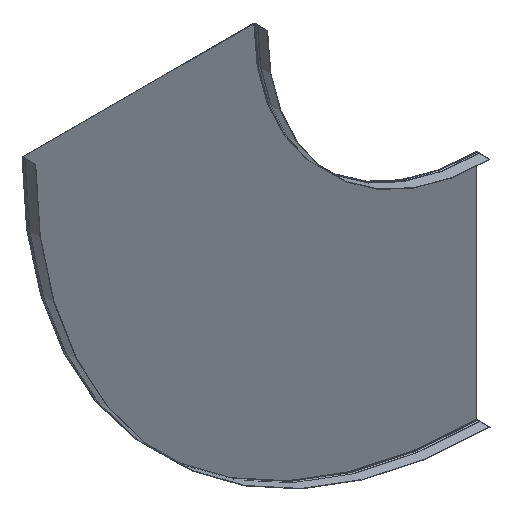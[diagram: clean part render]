
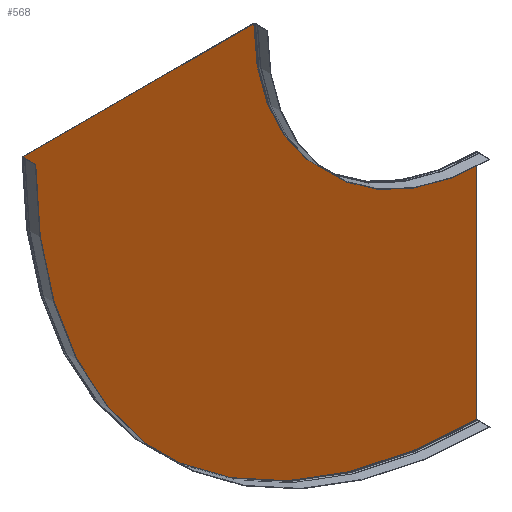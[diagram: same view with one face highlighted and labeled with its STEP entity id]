
A CAD part, isometric view. The second image highlights one B-rep face of the part: STEP entity #568.
In plain terms, the highlighted planar face has unit normal (0, -1, 0).
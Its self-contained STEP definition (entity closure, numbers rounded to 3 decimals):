
#18 = AXIS2_PLACEMENT_3D ( 'NONE', #143, #806, #797 ) ;
#21 = FACE_OUTER_BOUND ( 'NONE', #197, .T. ) ;
#42 = VECTOR ( 'NONE', #709, 1000. ) ;
#46 = CARTESIAN_POINT ( 'NONE',  ( -582.5, -1., 0. ) ) ;
#50 = PLANE ( 'NONE',  #637 ) ;
#58 = CARTESIAN_POINT ( 'NONE',  ( 0., -1., -582.5 ) ) ;
#89 = VERTEX_POINT ( 'NONE', #399 ) ;
#93 = CARTESIAN_POINT ( 'NONE',  ( 0., -1., -582.5 ) ) ;
#136 = DIRECTION ( 'NONE',  ( 0., 0., -1. ) ) ;
#139 = DIRECTION ( 'NONE',  ( 0., -1., 0. ) ) ;
#143 = CARTESIAN_POINT ( 'NONE',  ( 0., -1., 0. ) ) ;
#197 = EDGE_LOOP ( 'NONE', ( #588, #717, #742, #476 ) ) ;
#211 = DIRECTION ( 'NONE',  ( 0., 1., 0. ) ) ;
#255 = DIRECTION ( 'NONE',  ( 0., 0., 1. ) ) ;
#263 = CARTESIAN_POINT ( 'NONE',  ( 0., -1., 0. ) ) ;
#308 = VERTEX_POINT ( 'NONE', #569 ) ;
#338 = LINE ( 'NONE', #773, #42 ) ;
#399 = CARTESIAN_POINT ( 'NONE',  ( -1187.5, -1., 0. ) ) ;
#414 = EDGE_CURVE ( 'NONE', #308, #89, #542, .T. ) ;
#429 = EDGE_CURVE ( 'NONE', #559, #539, #656, .T. ) ;
#441 = EDGE_CURVE ( 'NONE', #89, #539, #338, .T. ) ;
#444 = EDGE_CURVE ( 'NONE', #308, #559, #624, .T. ) ;
#476 = ORIENTED_EDGE ( 'NONE', *, *, #444, .T. ) ;
#482 = AXIS2_PLACEMENT_3D ( 'NONE', #263, #211, #255 ) ;
#539 = VERTEX_POINT ( 'NONE', #46 ) ;
#542 = CIRCLE ( 'NONE', #18, 1187.5 ) ;
#559 = VERTEX_POINT ( 'NONE', #93 ) ;
#568 = ADVANCED_FACE ( 'NONE', ( #21 ), #50, .T. ) ;
#569 = CARTESIAN_POINT ( 'NONE',  ( 0., -1., -1187.5 ) ) ;
#588 = ORIENTED_EDGE ( 'NONE', *, *, #429, .T. ) ;
#615 = VECTOR ( 'NONE', #775, 1000. ) ;
#624 = LINE ( 'NONE', #771, #615 ) ;
#637 = AXIS2_PLACEMENT_3D ( 'NONE', #58, #139, #136 ) ;
#656 = CIRCLE ( 'NONE', #482, 582.5 ) ;
#709 = DIRECTION ( 'NONE',  ( 1., 0., 0. ) ) ;
#717 = ORIENTED_EDGE ( 'NONE', *, *, #441, .F. ) ;
#742 = ORIENTED_EDGE ( 'NONE', *, *, #414, .F. ) ;
#771 = CARTESIAN_POINT ( 'NONE',  ( 0., -1., -582.5 ) ) ;
#773 = CARTESIAN_POINT ( 'NONE',  ( -582.5, -1., 0. ) ) ;
#775 = DIRECTION ( 'NONE',  ( 0., 0., 1. ) ) ;
#797 = DIRECTION ( 'NONE',  ( 0., 0., 1. ) ) ;
#806 = DIRECTION ( 'NONE',  ( 0., 1., 0. ) ) ;
